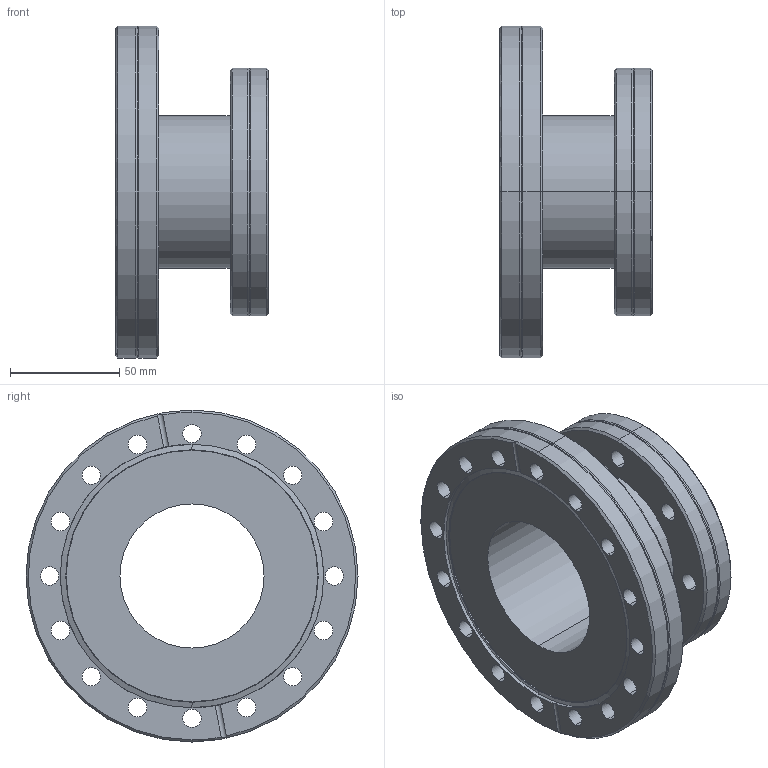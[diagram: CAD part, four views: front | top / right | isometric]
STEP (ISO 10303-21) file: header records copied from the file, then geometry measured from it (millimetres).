
FILE_DESCRIPTION (( 'STEP AP214' ), '1' );
FILE_NAME ('420RRG100-063.stp', '2017-05-31T09:15:51', ( '' ), ( '' ), 'SwSTEP 2.0', 'SolidWorks 2015', '' );
FILE_SCHEMA (( 'AUTOMOTIVE_DESIGN' ));
Length unit declared in the file: millimetre
Products named in the file (1): 420RRG100-063
Bounding box: 70 x 152 x 152 mm (x, y, z)
Volume: 382959.4 mm3; surface area: 97979.9 mm2
Topology: 1 solids, 2 shells, 120 faces, 300 edges, 188 vertices
Faces by surface type: cylinder 76, cone 18, torus 14, plane 12
Entity records: 5210 total; most frequent: CARTESIAN_POINT 729, DIRECTION 728, ORIENTED_EDGE 600, AXIS2_PLACEMENT_3D 315, EDGE_CURVE 300, CIRCLE 194, VERTEX_POINT 188, EDGE_LOOP 176
